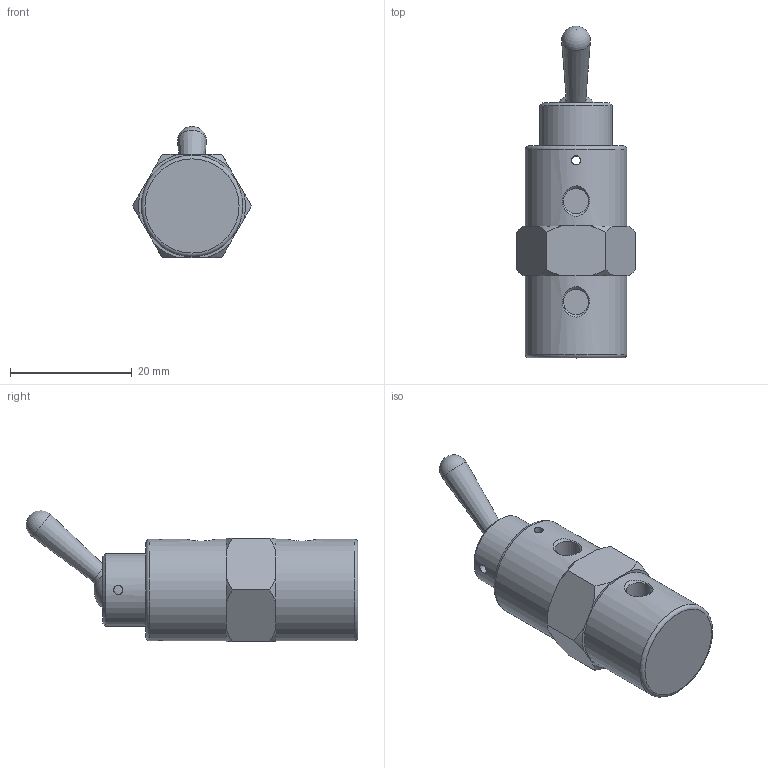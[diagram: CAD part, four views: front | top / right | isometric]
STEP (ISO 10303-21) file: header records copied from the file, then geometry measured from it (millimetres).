
FILE_DESCRIPTION( ( 'STEP AP203' ), '1' );
FILE_NAME( 'MVHA-4V.stp', '2020-04-23T09:47:28', ( 'License CC BY-ND 4.0' ), ( 'CADENAS' ), ' ', 'PARTsolutions', ' ' );
FILE_SCHEMA( ( 'CONFIG_CONTROL_DESIGN' ) );
Length unit declared in the file: millimetre
Products named in the file (1): _MVHA-4V
Bounding box: 19.63 x 54.62 x 21.61 mm (x, y, z)
Volume: 8560.8 mm3; surface area: 3352.2 mm2
Topology: 1 solids, 2 shells, 51 faces, 130 edges, 85 vertices
Faces by surface type: cone 17, plane 15, cylinder 11, sphere 5, torus 3
Full cylindrical faces by diameter (mm): 1.5 x3, 4.134 x3, 7.8 x2, 12 x1, 16.7 x2
Entity records: 1588 total; most frequent: CARTESIAN_POINT 535, DIRECTION 198, ORIENTED_EDGE 178, AXIS2_PLACEMENT_3D 90, EDGE_CURVE 89, EDGE_LOOP 82, VERTEX_POINT 71, FACE_OUTER_BOUND 66
